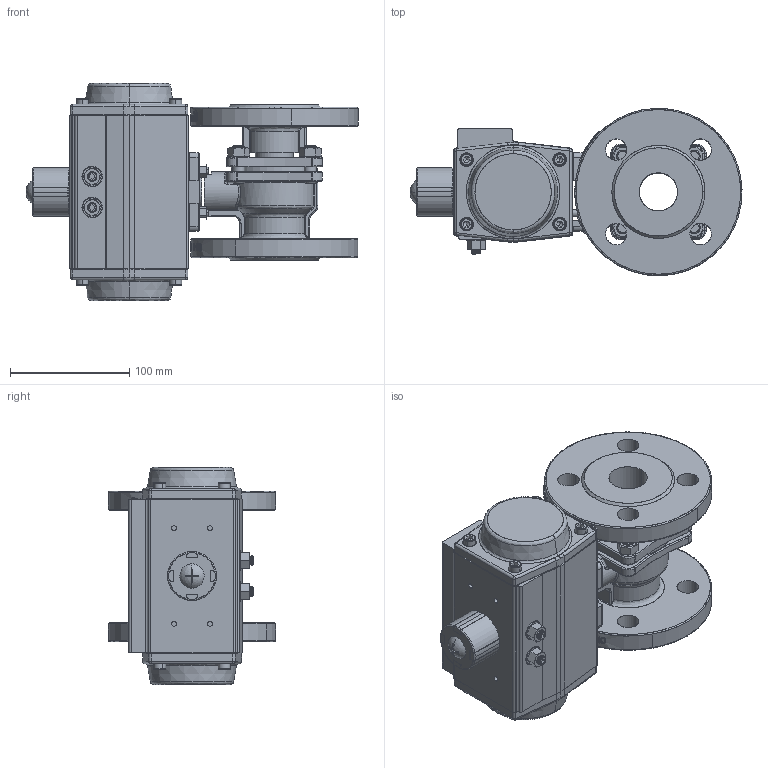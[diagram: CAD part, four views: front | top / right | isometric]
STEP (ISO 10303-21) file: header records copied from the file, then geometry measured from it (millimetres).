
FILE_DESCRIPTION (( 'STEP AP214' ), '1' );
FILE_NAME ('PK05_DN32 (PK05010006).STEP', '2022-04-28T07:55:57', ( '' ), ( '' ), 'SwSTEP 2.0', 'SolidWorks 2021', '' );
FILE_SCHEMA (( 'AUTOMOTIVE_DESIGN' ));
Length unit declared in the file: metre
Products named in the file (1): PK05_DN32 (PK05010006)
Bounding box: 278.18 x 140.05 x 182 mm (x, y, z)
Surface area: 226344.9 mm2 (no closed solid volume)
Topology: 0 solids, 713 shells, 964 faces, 4504 edges, 4152 vertices
Faces by surface type: cylinder 323, plane 279, bspline 244, cone 116, sphere 2
Entity records: 98442 total; most frequent: CARTESIAN_POINT 55511, DIRECTION 5811, ORIENTED_EDGE 4954, EDGE_CURVE 4469, VERTEX_POINT 4152, AXIS2_PLACEMENT_3D 2126, VECTOR 1559, LINE 1559
